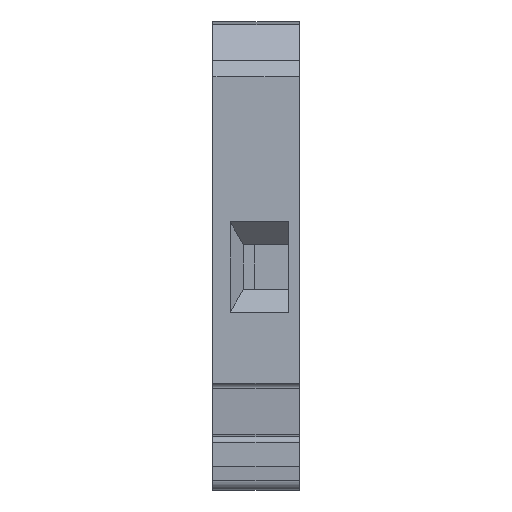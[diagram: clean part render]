
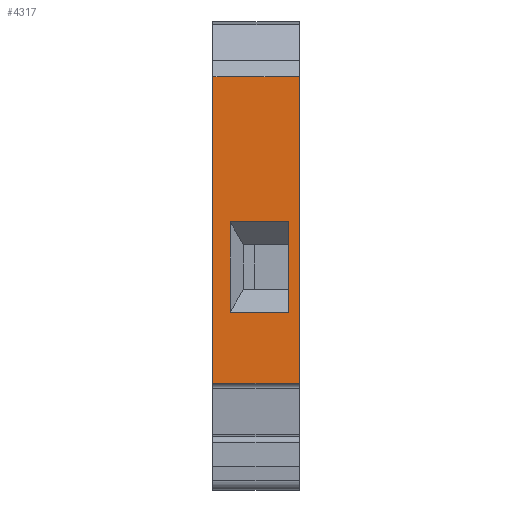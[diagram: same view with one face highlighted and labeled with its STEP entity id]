
A CAD part, left-side view. The second image highlights one B-rep face of the part: STEP entity #4317.
In plain terms, the highlighted planar face has unit normal (-1, 0, 0).
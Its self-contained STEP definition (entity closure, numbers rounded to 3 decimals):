
#246=ORIENTED_EDGE('',*,*,#1178,.F.);
#247=ORIENTED_EDGE('',*,*,#1179,.T.);
#248=ORIENTED_EDGE('',*,*,#1180,.T.);
#249=ORIENTED_EDGE('',*,*,#1181,.T.);
#250=ORIENTED_EDGE('',*,*,#1182,.T.);
#251=ORIENTED_EDGE('',*,*,#1183,.T.);
#252=ORIENTED_EDGE('',*,*,#1184,.F.);
#253=ORIENTED_EDGE('',*,*,#1185,.F.);
#254=ORIENTED_EDGE('',*,*,#1186,.T.);
#1178=EDGE_CURVE('',#1642,#1643,#1956,.F.);
#1179=EDGE_CURVE('',#1642,#1644,#1957,.T.);
#1180=EDGE_CURVE('',#1644,#1645,#1958,.T.);
#1181=EDGE_CURVE('',#1645,#1646,#1959,.F.);
#1182=EDGE_CURVE('',#1646,#1643,#1960,.F.);
#1183=EDGE_CURVE('',#1647,#1648,#1961,.T.);
#1184=EDGE_CURVE('',#1649,#1648,#1962,.T.);
#1185=EDGE_CURVE('',#1650,#1649,#1963,.T.);
#1186=EDGE_CURVE('',#1650,#1647,#1964,.T.);
#1642=VERTEX_POINT('',#5783);
#1643=VERTEX_POINT('',#5784);
#1644=VERTEX_POINT('',#5786);
#1645=VERTEX_POINT('',#5788);
#1646=VERTEX_POINT('',#5790);
#1647=VERTEX_POINT('',#5793);
#1648=VERTEX_POINT('',#5794);
#1649=VERTEX_POINT('',#5796);
#1650=VERTEX_POINT('',#5798);
#1956=LINE('',#5782,#2338);
#1957=LINE('',#5785,#2339);
#1958=LINE('',#5787,#2340);
#1959=LINE('',#5789,#2341);
#1960=LINE('',#5791,#2342);
#1961=LINE('',#5792,#2343);
#1962=LINE('',#5795,#2344);
#1963=LINE('',#5797,#2345);
#1964=LINE('',#5799,#2346);
#2338=VECTOR('',#4850,1000.);
#2339=VECTOR('',#4851,1000.);
#2340=VECTOR('',#4852,1000.);
#2341=VECTOR('',#4853,1000.);
#2342=VECTOR('',#4854,1000.);
#2343=VECTOR('',#4855,1000.);
#2344=VECTOR('',#4856,1000.);
#2345=VECTOR('',#4857,1000.);
#2346=VECTOR('',#4858,1000.);
#2681=EDGE_LOOP('',(#246,#247,#248,#249,#250));
#2682=EDGE_LOOP('',(#251,#252,#253,#254));
#2854=FACE_BOUND('',#2681,.T.);
#2855=FACE_BOUND('',#2682,.T.);
#3021=PLANE('',#4502);
#4317=ADVANCED_FACE('',(#2854,#2855),#3021,.F.);
#4502=AXIS2_PLACEMENT_3D('',#5781,#4848,#4849);
#4848=DIRECTION('',(1.,0.,0.));
#4849=DIRECTION('',(0.,0.,-1.));
#4850=DIRECTION('',(0.,0.,-1.));
#4851=DIRECTION('',(0.,-1.,0.));
#4852=DIRECTION('',(0.,0.,1.));
#4853=DIRECTION('',(0.,-1.,0.));
#4854=DIRECTION('',(0.,-1.,0.));
#4855=DIRECTION('',(0.,-1.,0.));
#4856=DIRECTION('',(0.,0.,1.));
#4857=DIRECTION('',(0.,-1.,0.));
#4858=DIRECTION('',(0.,0.,1.));
#5781=CARTESIAN_POINT('',(-26.,-3.5,12.9));
#5782=CARTESIAN_POINT('',(-26.,3.561,12.9));
#5783=CARTESIAN_POINT('',(-26.,3.561,-14.35));
#5784=CARTESIAN_POINT('',(-26.,3.561,14.4));
#5785=CARTESIAN_POINT('',(-26.,59.964,-14.35));
#5786=CARTESIAN_POINT('',(-26.,-4.55,-14.35));
#5787=CARTESIAN_POINT('',(-26.,-4.55,-9.103));
#5788=CARTESIAN_POINT('',(-26.,-4.55,14.4));
#5789=CARTESIAN_POINT('',(-26.,-3.5,14.4));
#5790=CARTESIAN_POINT('',(-26.,2.061,14.4));
#5791=CARTESIAN_POINT('',(-26.,-3.5,14.4));
#5792=CARTESIAN_POINT('',(-26.,1.94,0.8));
#5793=CARTESIAN_POINT('',(-26.,1.94,0.8));
#5794=CARTESIAN_POINT('',(-26.,-3.55,0.8));
#5795=CARTESIAN_POINT('',(-26.,-3.55,-9.103));
#5796=CARTESIAN_POINT('',(-26.,-3.55,-7.7));
#5797=CARTESIAN_POINT('',(-26.,1.94,-7.7));
#5798=CARTESIAN_POINT('',(-26.,1.94,-7.7));
#5799=CARTESIAN_POINT('',(-26.,1.94,-7.7));
